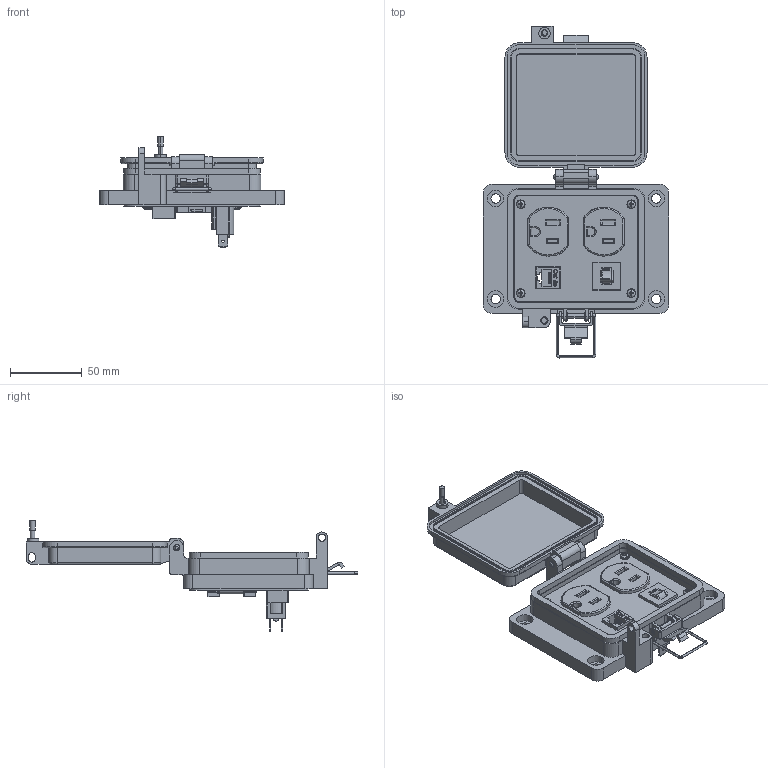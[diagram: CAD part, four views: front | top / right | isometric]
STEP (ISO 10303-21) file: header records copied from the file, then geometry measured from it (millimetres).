
FILE_DESCRIPTION (( 'STEP AP214' ), '1' );
FILE_NAME ('P-R2-K3RD5_3D.STEP', '2017-12-01T15:02:38', ( '' ), ( '' ), 'SwSTEP 2.0', 'SolidWorks 2017', '' );
FILE_SCHEMA (( 'AUTOMOTIVE_DESIGN' ));
Length unit declared in the file: millimetre
Products named in the file (12): Z-CB-SM; R2; Z-300-RJ45CAT5; P-K3RD5_FP060; RD; Z-200-OTLT-RD_Sheared; 90272A106_ZINC-PLTD STL PAN HEAD PHILLIPS MACHINE SCREW_90272A106; P-K3RD5_TP060; P-K3RD5_BP180; P-R2-K3RD5_3D; 92005A124_METRIC PAN HEAD PHILLIPS MACHINE SCREW_92005A124; Z-H-K3_B
Assembly tree (15 placements, depth 3):
  P-R2-K3RD5_3D
    P-K3RD5_BP180
    P-K3RD5_TP060
    90272A106_ZINC-PLTD STL PAN HEAD PHILLIPS MACHINE SCREW_90272A106  x2
    RD
      Z-200-OTLT-RD_Sheared
    P-K3RD5_FP060
    R2
      Z-300-RJ45CAT5
    Z-CB-SM
    Z-H-K3_B
    92005A124_METRIC PAN HEAD PHILLIPS MACHINE SCREW_92005A124  x4
Bounding box: 129 x 231.28 x 77.64 mm (x, y, z)
Volume: 191870.1 mm3; surface area: 128051.2 mm2
Topology: 31 solids, 31 shells, 2711 faces, 7520 edges, 4910 vertices
Faces by surface type: cylinder 1198, plane 1079, bspline 229, cone 72, torus 69, sphere 64
Entity records: 87662 total; most frequent: CARTESIAN_POINT 23177, ORIENTED_EDGE 11252, DIRECTION 9497, EDGE_CURVE 5626, VERTEX_POINT 3670, VECTOR 3381, LINE 3381, AXIS2_PLACEMENT_3D 3058
